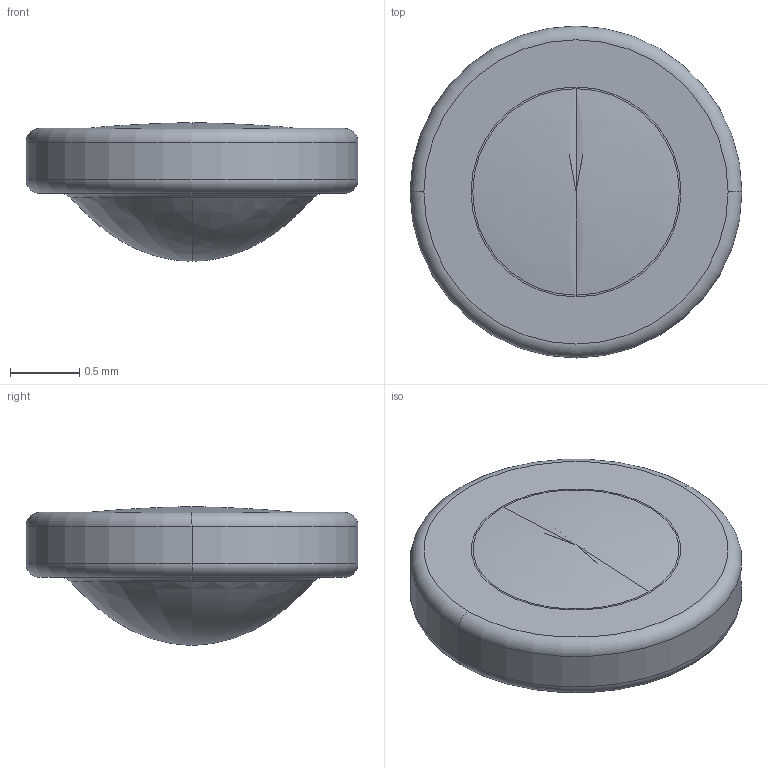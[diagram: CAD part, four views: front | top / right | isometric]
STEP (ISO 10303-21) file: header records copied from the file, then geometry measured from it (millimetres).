
FILE_DESCRIPTION (( 'STEP AP203' ), '1' );
FILE_NAME ('40000204A.STEP', '2020-01-14T15:47:40', ( '' ), ( '' ), 'SwSTEP 2.0', 'SolidWorks 2015', '' );
FILE_SCHEMA (( 'CONFIG_CONTROL_DESIGN' ));
Length unit declared in the file: millimetre
Products named in the file (1): 40000204A
Bounding box: 2.4 x 2.4 x 1 mm (x, y, z)
Volume: 2.8 mm3; surface area: 12.6 mm2
Topology: 1 solids, 1 shells, 16 faces, 38 edges, 22 vertices
Faces by surface type: torus 8, bspline 4, cylinder 2, plane 2
Entity records: 1075 total; most frequent: CARTESIAN_POINT 645, DIRECTION 84, ORIENTED_EDGE 68, AXIS2_PLACEMENT_3D 41, EDGE_CURVE 34, CIRCLE 28, VERTEX_POINT 22, EDGE_LOOP 18
